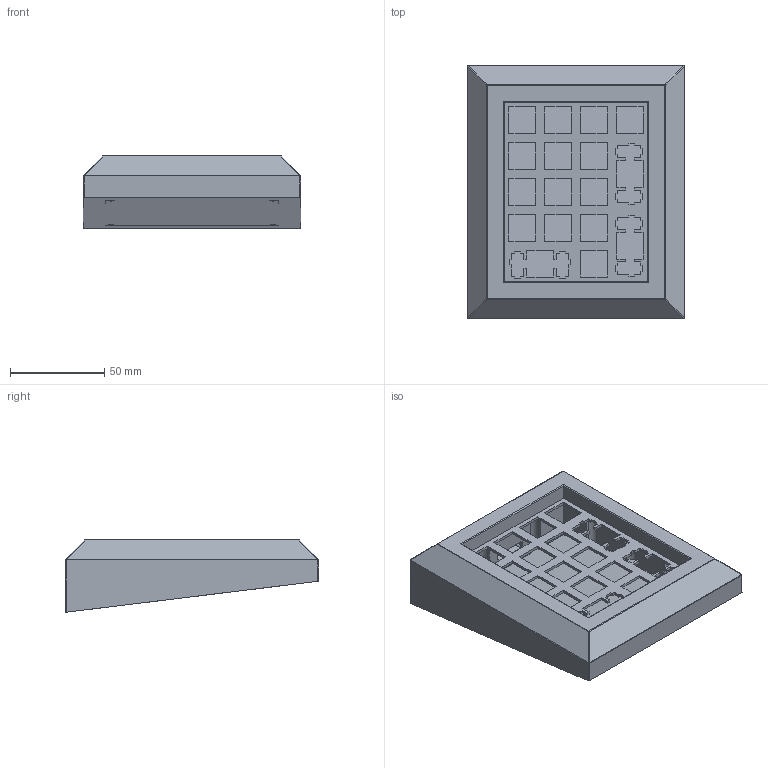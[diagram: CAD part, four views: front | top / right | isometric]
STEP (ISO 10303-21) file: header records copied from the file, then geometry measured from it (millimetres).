
FILE_DESCRIPTION(/* description */ (''),/* implementation_level */ '2;1');
FILE_NAME(/* name */ 'Melody10.RC5.step',/* time_stamp */ '2022-11-17T03:46:52-07:00',/* author */ (''),/* organization */ (''),/* preprocessor_version */ 'ST-DEVELOPER v19.2',/* originating_system */ 'Autodesk Translation Framework v11.17.0.187',/* authorisation */ '');
FILE_SCHEMA (('AUTOMOTIVE_DESIGN { 1 0 10303 214 3 1 1 }'));
Length unit declared in the file: millimetre
Products named in the file (1): Melody10
Bounding box: 115.25 x 134.3 x 38.49 mm (x, y, z)
Volume: 221417.1 mm3; surface area: 74176.3 mm2
Topology: 3 solids, 3 shells, 420 faces, 1160 edges, 766 vertices
Faces by surface type: plane 312, cylinder 100, sphere 8
Full cylindrical faces by diameter (mm): 1.8 x10, 2.2 x10, 2.6 x4, 2.8 x4, 4 x4
Entity records: 13434 total; most frequent: CARTESIAN_POINT 2347, ORIENTED_EDGE 2320, DIRECTION 2198, EDGE_CURVE 1160, LINE 964, VECTOR 964, VERTEX_POINT 766, AXIS2_PLACEMENT_3D 617
